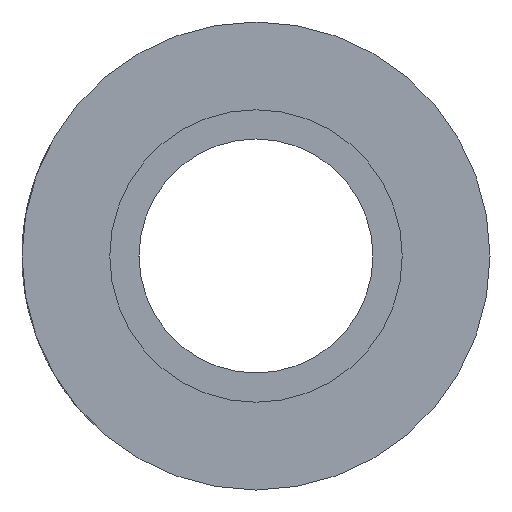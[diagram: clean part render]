
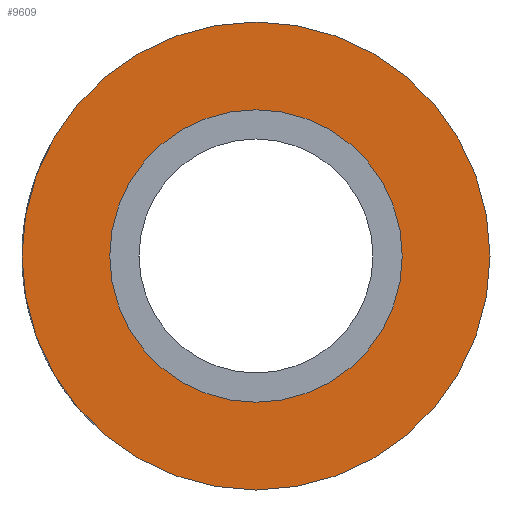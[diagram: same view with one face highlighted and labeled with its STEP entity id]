
A CAD part, left-side view. The second image highlights one B-rep face of the part: STEP entity #9609.
In plain terms, the highlighted planar face has unit normal (-1, 0, 0).
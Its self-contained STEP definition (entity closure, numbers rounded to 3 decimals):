
#307 = CARTESIAN_POINT ( 'NONE',  ( 0., 0., -10. ) ) ;
#406 = EDGE_CURVE ( 'NONE', #9117, #5164, #6361, .T. ) ;
#424 = AXIS2_PLACEMENT_3D ( 'NONE', #2173, #4393, #3644 ) ;
#435 = FACE_BOUND ( 'NONE', #5901, .T. ) ;
#449 = EDGE_LOOP ( 'NONE', ( #3643, #4425 ) ) ;
#844 = AXIS2_PLACEMENT_3D ( 'NONE', #8758, #2029, #4351 ) ;
#1739 = DIRECTION ( 'NONE',  ( 0., 0., -1. ) ) ;
#1785 = CARTESIAN_POINT ( 'NONE',  ( 0., 0., 0. ) ) ;
#2029 = DIRECTION ( 'NONE',  ( -1., 0., 0. ) ) ;
#2145 = CARTESIAN_POINT ( 'NONE',  ( 0., 0., -16. ) ) ;
#2173 = CARTESIAN_POINT ( 'NONE',  ( 0., 0., 0. ) ) ;
#2686 = EDGE_CURVE ( 'NONE', #9229, #3789, #3371, .T. ) ;
#2730 = EDGE_CURVE ( 'NONE', #3789, #9229, #8592, .T. ) ;
#2750 = PLANE ( 'NONE',  #3663 ) ;
#3063 = AXIS2_PLACEMENT_3D ( 'NONE', #1785, #5582, #7723 ) ;
#3233 = ORIENTED_EDGE ( 'NONE', *, *, #2730, .F. ) ;
#3371 = CIRCLE ( 'NONE', #3063, 10. ) ;
#3643 = ORIENTED_EDGE ( 'NONE', *, *, #406, .T. ) ;
#3644 = DIRECTION ( 'NONE',  ( 0., 0., 1. ) ) ;
#3663 = AXIS2_PLACEMENT_3D ( 'NONE', #4278, #9679, #5811 ) ;
#3789 = VERTEX_POINT ( 'NONE', #307 ) ;
#4278 = CARTESIAN_POINT ( 'NONE',  ( 0., 0., 0. ) ) ;
#4351 = DIRECTION ( 'NONE',  ( 0., 0., 1. ) ) ;
#4393 = DIRECTION ( 'NONE',  ( -1., 0., 0. ) ) ;
#4425 = ORIENTED_EDGE ( 'NONE', *, *, #8842, .T. ) ;
#5164 = VERTEX_POINT ( 'NONE', #2145 ) ;
#5581 = AXIS2_PLACEMENT_3D ( 'NONE', #7028, #8610, #1739 ) ;
#5582 = DIRECTION ( 'NONE',  ( -1., 0., 0. ) ) ;
#5811 = DIRECTION ( 'NONE',  ( 0., 0., -1. ) ) ;
#5901 = EDGE_LOOP ( 'NONE', ( #9129, #3233 ) ) ;
#6094 = CARTESIAN_POINT ( 'NONE',  ( 0., 0., 16. ) ) ;
#6361 = CIRCLE ( 'NONE', #844, 16. ) ;
#6826 = CARTESIAN_POINT ( 'NONE',  ( 0., 0., 10. ) ) ;
#7028 = CARTESIAN_POINT ( 'NONE',  ( 0., 0., 0. ) ) ;
#7257 = FACE_OUTER_BOUND ( 'NONE', #449, .T. ) ;
#7689 = CIRCLE ( 'NONE', #424, 16. ) ;
#7723 = DIRECTION ( 'NONE',  ( 0., 0., -1. ) ) ;
#8592 = CIRCLE ( 'NONE', #5581, 10. ) ;
#8610 = DIRECTION ( 'NONE',  ( -1., 0., 0. ) ) ;
#8758 = CARTESIAN_POINT ( 'NONE',  ( 0., 0., 0. ) ) ;
#8842 = EDGE_CURVE ( 'NONE', #5164, #9117, #7689, .T. ) ;
#9117 = VERTEX_POINT ( 'NONE', #6094 ) ;
#9129 = ORIENTED_EDGE ( 'NONE', *, *, #2686, .F. ) ;
#9229 = VERTEX_POINT ( 'NONE', #6826 ) ;
#9609 = ADVANCED_FACE ( 'NONE', ( #435, #7257 ), #2750, .F. ) ;
#9679 = DIRECTION ( 'NONE',  ( 1., 0., 0. ) ) ;
